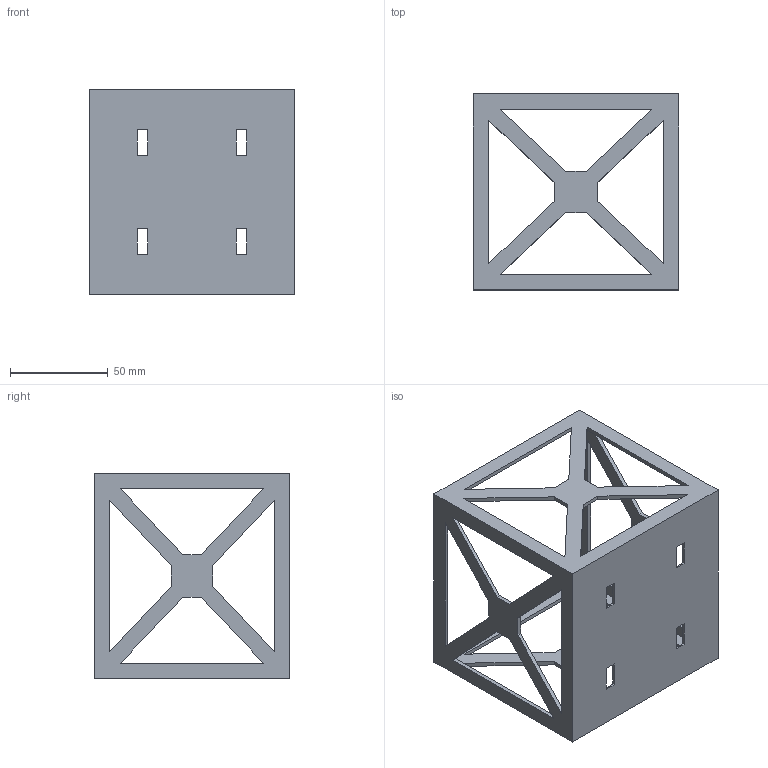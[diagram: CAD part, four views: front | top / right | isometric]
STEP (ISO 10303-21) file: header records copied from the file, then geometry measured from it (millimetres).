
FILE_DESCRIPTION(/* description */ ('STEP AP242 Edition 2'),/* implementation_level */ '2;1');
FILE_NAME(/* name */ 'cargo carier frame.step',/* time_stamp */ '2025-12-02T11:23:25+01:00',/* author */ (''),/* organization */ (''),/* preprocessor_version */ 'ST-DEVELOPER v20.1',/* originating_system */ 'Autodesk Translation Framework v14.21.0.0',/* authorisation */ '');
FILE_SCHEMA (('AUTOMOTIVE_DESIGN { 1 0 10303 214 3 1 1 }'));
Length unit declared in the file: metre
Products named in the file (1): 2025-12-02-10-07-15-089
Bounding box: 105 x 100 x 105 mm (x, y, z)
Volume: 45964.3 mm3; surface area: 64981.8 mm2
Topology: 1 solids, 1 shells, 91 faces, 264 edges, 176 vertices
Faces by surface type: plane 91
Entity records: 3058 total; most frequent: CARTESIAN_POINT 532, ORIENTED_EDGE 528, DIRECTION 448, LINE 264, VECTOR 264, EDGE_CURVE 264, VERTEX_POINT 176, EDGE_LOOP 132
